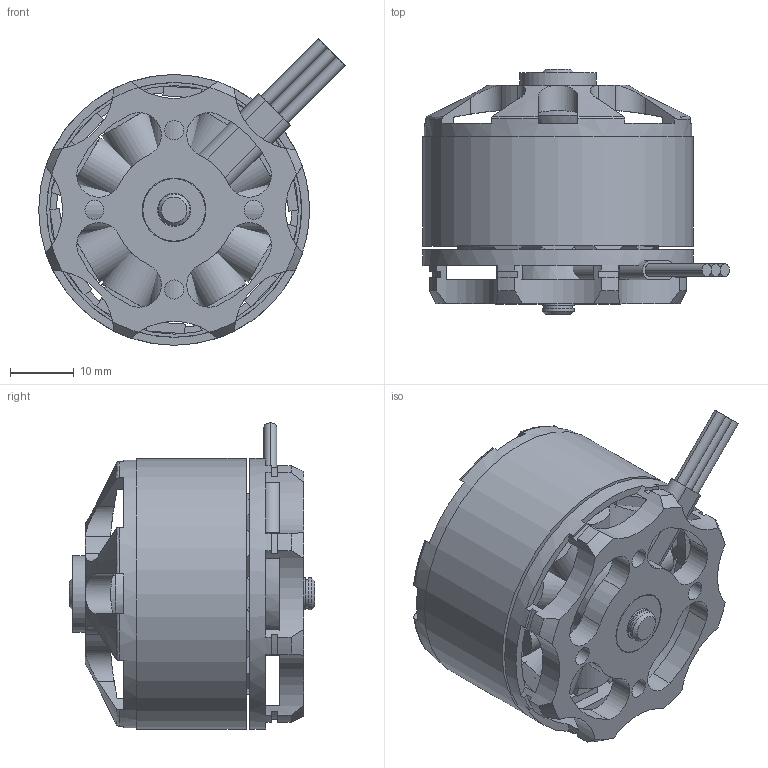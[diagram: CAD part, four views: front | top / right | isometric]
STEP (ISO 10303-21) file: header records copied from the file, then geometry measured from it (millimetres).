
FILE_DESCRIPTION(/* description */ (''),/* implementation_level */ '2;1');
FILE_NAME(/* name */ 'Aerosky MC4230 630KV.stp',/* time_stamp */ '2022-09-16T23:14:30-04:00',/* author */ ('Nathan Cai'),/* organization */ (''),/* preprocessor_version */ 'ST-DEVELOPER v18.1',/* originating_system */ 'Autodesk Inventor 2022',/* authorisation */ '');
FILE_SCHEMA (('AUTOMOTIVE_DESIGN { 1 0 10303 214 3 1 1 }'));
Length unit declared in the file: inch
Products named in the file (13): Aerosky MC4230 630KV; CAN; CAN - LOWER; MAGNETS; TOP; SHAFT; BASE; BASE_1; BEARING; SLEEVE; STATOR; COILS; CABLE
Assembly tree (37 placements, depth 3):
  Aerosky MC4230 630KV
    CAN
      CAN - LOWER
      MAGNETS  x14
      TOP
      SHAFT
    BASE
      BASE_1
      BEARING  x2
      SLEEVE
      STATOR
      COILS  x12
      CABLE
Bounding box: 48.13 x 38.5 x 48.11 mm (x, y, z)
Volume: 32074.1 mm3; surface area: 36804.5 mm2
Topology: 35 solids, 35 shells, 525 faces, 1398 edges, 920 vertices
Faces by surface type: plane 288, cylinder 193, cone 28, torus 16
Full cylindrical faces by diameter (mm): 2 x1, 3 x7, 4.5 x2, 5 x6, 8 x1, 10 x4, 12 x1, 13.5 x2, 15 x2, 37 x1, 39 x1, 40 x1, 42 x1, 42.5 x2
Entity records: 12294 total; most frequent: CARTESIAN_POINT 2551, DIRECTION 2062, ORIENTED_EDGE 1920, EDGE_CURVE 960, AXIS2_PLACEMENT_3D 819, VERTEX_POINT 628, CIRCLE 440, LINE 424
